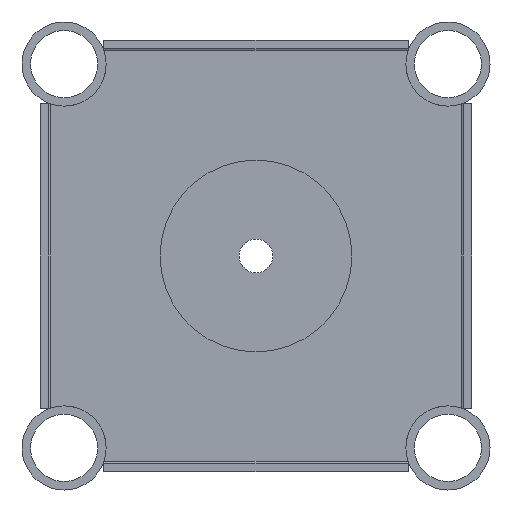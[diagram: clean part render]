
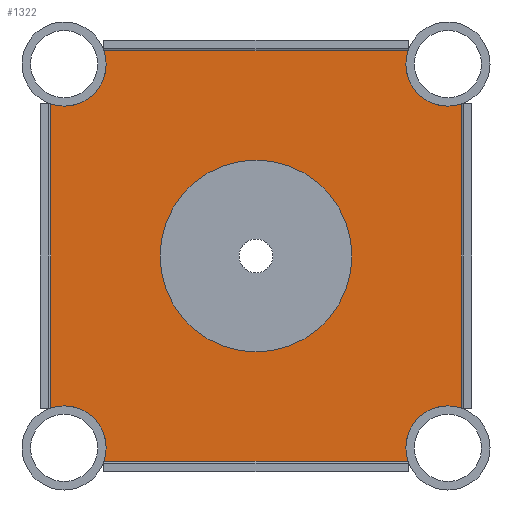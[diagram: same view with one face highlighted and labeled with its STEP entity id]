
A CAD part, front view. The second image highlights one B-rep face of the part: STEP entity #1322.
In plain terms, the highlighted planar face has unit normal (0, -1, 0).
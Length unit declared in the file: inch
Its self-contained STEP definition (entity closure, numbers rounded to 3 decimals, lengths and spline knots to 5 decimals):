
#47=FACE_BOUND('',#211,.T.);
#53=PLANE('',#1523);
#120=FACE_OUTER_BOUND('',#210,.T.);
#210=EDGE_LOOP('',(#933,#934,#935,#936,#937,#938,#939,#940));
#211=EDGE_LOOP('',(#941));
#310=LINE('',#2151,#442);
#311=LINE('',#2152,#443);
#312=LINE('',#2153,#444);
#313=LINE('',#2154,#445);
#442=VECTOR('',#1707,39.37008);
#443=VECTOR('',#1708,39.37008);
#444=VECTOR('',#1709,39.37008);
#445=VECTOR('',#1710,39.37008);
#565=CIRCLE('',#1509,1.5);
#567=CIRCLE('',#1512,0.6575);
#569=CIRCLE('',#1515,0.6575);
#572=CIRCLE('',#1519,0.6575);
#574=CIRCLE('',#1522,0.6575);
#621=VERTEX_POINT('',#2109);
#623=VERTEX_POINT('',#2115);
#624=VERTEX_POINT('',#2116);
#627=VERTEX_POINT('',#2124);
#628=VERTEX_POINT('',#2125);
#633=VERTEX_POINT('',#2136);
#634=VERTEX_POINT('',#2138);
#637=VERTEX_POINT('',#2145);
#638=VERTEX_POINT('',#2147);
#725=EDGE_CURVE('',#621,#621,#565,.T.);
#728=EDGE_CURVE('',#623,#624,#567,.T.);
#732=EDGE_CURVE('',#627,#628,#569,.T.);
#738=EDGE_CURVE('',#633,#634,#572,.T.);
#742=EDGE_CURVE('',#637,#638,#574,.T.);
#744=EDGE_CURVE('',#638,#633,#310,.T.);
#745=EDGE_CURVE('',#628,#637,#311,.T.);
#746=EDGE_CURVE('',#624,#627,#312,.T.);
#747=EDGE_CURVE('',#634,#623,#313,.T.);
#933=ORIENTED_EDGE('',*,*,#738,.F.);
#934=ORIENTED_EDGE('',*,*,#744,.F.);
#935=ORIENTED_EDGE('',*,*,#742,.F.);
#936=ORIENTED_EDGE('',*,*,#745,.F.);
#937=ORIENTED_EDGE('',*,*,#732,.F.);
#938=ORIENTED_EDGE('',*,*,#746,.F.);
#939=ORIENTED_EDGE('',*,*,#728,.F.);
#940=ORIENTED_EDGE('',*,*,#747,.F.);
#941=ORIENTED_EDGE('',*,*,#725,.T.);
#1322=ADVANCED_FACE('',(#120,#47),#53,.F.);
#1509=AXIS2_PLACEMENT_3D('',#2110,#1668,#1669);
#1512=AXIS2_PLACEMENT_3D('',#2117,#1675,#1676);
#1515=AXIS2_PLACEMENT_3D('',#2126,#1683,#1684);
#1519=AXIS2_PLACEMENT_3D('',#2139,#1694,#1695);
#1522=AXIS2_PLACEMENT_3D('',#2148,#1702,#1703);
#1523=AXIS2_PLACEMENT_3D('',#2150,#1705,#1706);
#1668=DIRECTION('center_axis',(0.,1.,0.));
#1669=DIRECTION('ref_axis',(0.,0.,1.));
#1675=DIRECTION('center_axis',(0.,-1.,0.));
#1676=DIRECTION('ref_axis',(0.,0.,1.));
#1683=DIRECTION('center_axis',(0.,-1.,0.));
#1684=DIRECTION('ref_axis',(0.,0.,1.));
#1694=DIRECTION('center_axis',(0.,-1.,0.));
#1695=DIRECTION('ref_axis',(0.,0.,1.));
#1702=DIRECTION('center_axis',(0.,-1.,0.));
#1703=DIRECTION('ref_axis',(0.,0.,1.));
#1705=DIRECTION('center_axis',(0.,1.,0.));
#1706=DIRECTION('ref_axis',(0.,0.,1.));
#1707=DIRECTION('',(1.,0.,0.));
#1708=DIRECTION('',(0.,0.,1.));
#1709=DIRECTION('',(-1.,0.,0.));
#1710=DIRECTION('',(0.,0.,-1.));
#2109=CARTESIAN_POINT('',(0.,-0.1345,-1.5));
#2110=CARTESIAN_POINT('Origin',(0.,-0.1345,0.));
#2115=CARTESIAN_POINT('',(3.211,-0.1345,-2.37728));
#2116=CARTESIAN_POINT('',(2.37728,-0.1345,-3.211));
#2117=CARTESIAN_POINT('Origin',(3.,-0.1345,-3.));
#2124=CARTESIAN_POINT('',(-2.37728,-0.1345,-3.211));
#2125=CARTESIAN_POINT('',(-3.211,-0.1345,-2.37728));
#2126=CARTESIAN_POINT('Origin',(-3.,-0.1345,-3.));
#2136=CARTESIAN_POINT('',(2.37728,-0.1345,3.211));
#2138=CARTESIAN_POINT('',(3.211,-0.1345,2.37728));
#2139=CARTESIAN_POINT('Origin',(3.,-0.1345,3.));
#2145=CARTESIAN_POINT('',(-3.211,-0.1345,2.37728));
#2147=CARTESIAN_POINT('',(-2.37728,-0.1345,3.211));
#2148=CARTESIAN_POINT('Origin',(-3.,-0.1345,3.));
#2150=CARTESIAN_POINT('Origin',(3.,-0.1345,3.));
#2151=CARTESIAN_POINT('',(2.37728,-0.1345,3.211));
#2152=CARTESIAN_POINT('',(-3.211,-0.1345,2.37728));
#2153=CARTESIAN_POINT('',(-2.37728,-0.1345,-3.211));
#2154=CARTESIAN_POINT('',(3.211,-0.1345,-2.37728));
